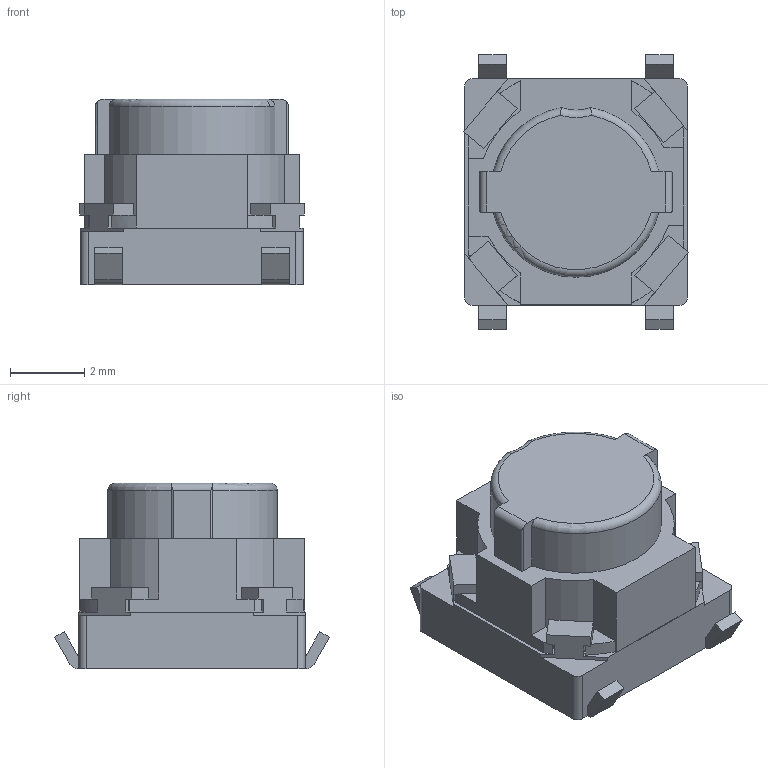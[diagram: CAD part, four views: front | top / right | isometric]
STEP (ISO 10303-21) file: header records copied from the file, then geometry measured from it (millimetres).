
FILE_DESCRIPTION(/* description */ (''),/* implementation_level */ '2;1');
FILE_NAME(/* name */ 'EVQ-P1-9FKYD_P04_9P1-05M.step',/* time_stamp */ '2018-12-28T10:02:38+11:00',/* author */ (''),/* organization */ (''),/* preprocessor_version */ 'ST-DEVELOPER v17.2',/* originating_system */ 'Autodesk Translation Framework v7.6.0.251',/* authorisation */ '');
FILE_SCHEMA (('AUTOMOTIVE_DESIGN { 1 0 10303 214 3 1 1 }'));
Length unit declared in the file: millimetre
Products named in the file (1): (Unsaved)
Bounding box: 6.06 x 7.4 x 5 mm (x, y, z)
Volume: 136.5 mm3; surface area: 198.4 mm2
Topology: 1 solids, 1 shells, 183 faces, 520 edges, 340 vertices
Faces by surface type: plane 145, cylinder 34, torus 4
Entity records: 6111 total; most frequent: CARTESIAN_POINT 1126, ORIENTED_EDGE 1040, DIRECTION 950, EDGE_CURVE 520, LINE 438, VECTOR 438, VERTEX_POINT 340, AXIS2_PLACEMENT_3D 256
